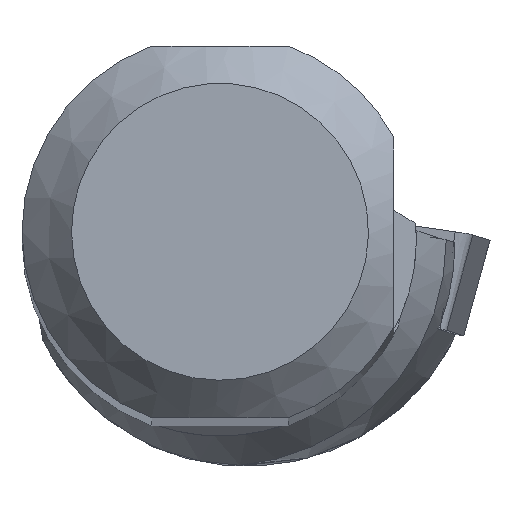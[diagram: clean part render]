
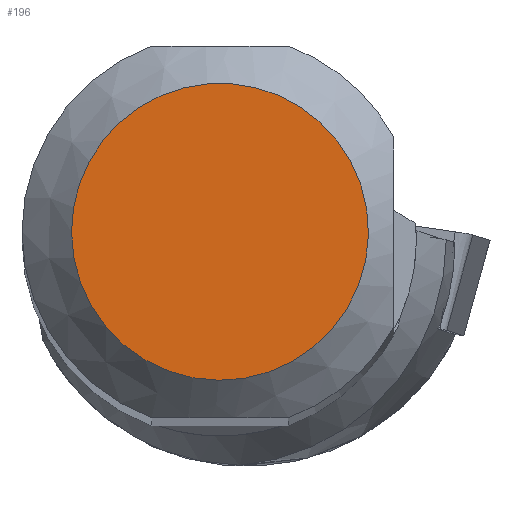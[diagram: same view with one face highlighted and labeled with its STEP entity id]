
A CAD part, top view. The second image highlights one B-rep face of the part: STEP entity #196.
In plain terms, the highlighted planar face has unit normal (0, 0, 1).
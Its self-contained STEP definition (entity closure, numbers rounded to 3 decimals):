
#154=FACE_OUTER_BOUND('',#379,.T.);
#196=ADVANCED_FACE('',(#154),#224,.T.);
#224=PLANE('',#1020);
#379=EDGE_LOOP('',(#547));
#547=ORIENTED_EDGE('',*,*,#804,.F.);
#703=VERTEX_POINT('',#1681);
#804=EDGE_CURVE('',#703,#703,#855,.T.);
#855=CIRCLE('',#1019,5.993);
#1019=AXIS2_PLACEMENT_3D('',#1680,#1220,#1221);
#1020=AXIS2_PLACEMENT_3D('',#1682,#1222,#1223);
#1220=DIRECTION('',(0.,0.,-1.));
#1221=DIRECTION('',(-1.,0.,0.));
#1222=DIRECTION('',(0.,0.,1.));
#1223=DIRECTION('',(-1.,0.,0.));
#1680=CARTESIAN_POINT('',(0.,0.,0.));
#1681=CARTESIAN_POINT('',(-5.993,0.,0.));
#1682=CARTESIAN_POINT('',(0.,0.,
0.));
